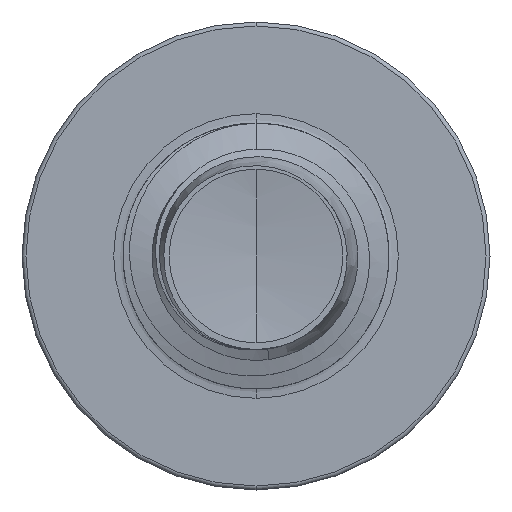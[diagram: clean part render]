
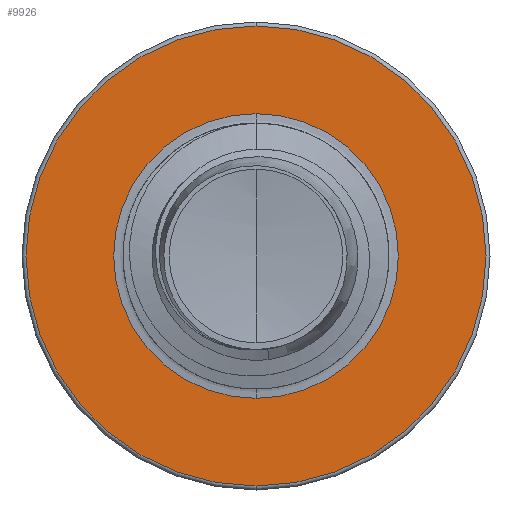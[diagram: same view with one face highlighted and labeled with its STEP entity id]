
A CAD part, front view. The second image highlights one B-rep face of the part: STEP entity #9926.
In plain terms, the highlighted planar face has unit normal (0, -1, 0).
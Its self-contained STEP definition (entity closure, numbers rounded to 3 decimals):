
#142 = EDGE_CURVE ( 'NONE', #1644, #13448, #9015, .T. ) ;
#1642 = DIRECTION ( 'NONE',  ( 0., 0., 1. ) ) ;
#1644 = VERTEX_POINT ( 'NONE', #3467 ) ;
#1746 = ORIENTED_EDGE ( 'NONE', *, *, #14040, .F. ) ;
#2090 = AXIS2_PLACEMENT_3D ( 'NONE', #9497, #8657, #8616 ) ;
#3303 = AXIS2_PLACEMENT_3D ( 'NONE', #14102, #7260, #14878 ) ;
#3405 = FACE_OUTER_BOUND ( 'NONE', #11399, .T. ) ;
#3467 = CARTESIAN_POINT ( 'NONE',  ( 0., 8., -4.325 ) ) ;
#3719 = EDGE_LOOP ( 'NONE', ( #10812, #10016 ) ) ;
#4555 = VERTEX_POINT ( 'NONE', #15961 ) ;
#5183 = CIRCLE ( 'NONE', #7907, 2.677 ) ;
#5418 = CIRCLE ( 'NONE', #3303, 4.325 ) ;
#7260 = DIRECTION ( 'NONE',  ( 0., 1., 0. ) ) ;
#7907 = AXIS2_PLACEMENT_3D ( 'NONE', #16757, #10924, #1642 ) ;
#8616 = DIRECTION ( 'NONE',  ( 0., 0., 1. ) ) ;
#8657 = DIRECTION ( 'NONE',  ( 0., 1., 0. ) ) ;
#8662 = PLANE ( 'NONE',  #2090 ) ;
#9015 = CIRCLE ( 'NONE', #11787, 4.325 ) ;
#9497 = CARTESIAN_POINT ( 'NONE',  ( 0., 8., -2.677 ) ) ;
#9521 = EDGE_CURVE ( 'NONE', #13689, #4555, #11737, .T. ) ;
#9907 = DIRECTION ( 'NONE',  ( 0., 0., 1. ) ) ;
#9926 = ADVANCED_FACE ( 'NONE', ( #3405, #10991 ), #8662, .F. ) ;
#9929 = DIRECTION ( 'NONE',  ( 0., 1., 0. ) ) ;
#9951 = CARTESIAN_POINT ( 'NONE',  ( 0., 8., 0. ) ) ;
#10016 = ORIENTED_EDGE ( 'NONE', *, *, #13364, .T. ) ;
#10488 = ORIENTED_EDGE ( 'NONE', *, *, #142, .F. ) ;
#10812 = ORIENTED_EDGE ( 'NONE', *, *, #9521, .T. ) ;
#10924 = DIRECTION ( 'NONE',  ( 0., 1., 0. ) ) ;
#10991 = FACE_BOUND ( 'NONE', #3719, .T. ) ;
#11399 = EDGE_LOOP ( 'NONE', ( #1746, #10488 ) ) ;
#11737 = CIRCLE ( 'NONE', #13951, 2.677 ) ;
#11787 = AXIS2_PLACEMENT_3D ( 'NONE', #15836, #15840, #15852 ) ;
#12161 = CARTESIAN_POINT ( 'NONE',  ( 0., 8., 4.325 ) ) ;
#13364 = EDGE_CURVE ( 'NONE', #4555, #13689, #5183, .T. ) ;
#13448 = VERTEX_POINT ( 'NONE', #12161 ) ;
#13689 = VERTEX_POINT ( 'NONE', #15777 ) ;
#13951 = AXIS2_PLACEMENT_3D ( 'NONE', #9951, #9929, #9907 ) ;
#14040 = EDGE_CURVE ( 'NONE', #13448, #1644, #5418, .T. ) ;
#14102 = CARTESIAN_POINT ( 'NONE',  ( 0., 8., 0. ) ) ;
#14878 = DIRECTION ( 'NONE',  ( 0., 0., 1. ) ) ;
#15777 = CARTESIAN_POINT ( 'NONE',  ( 0., 8., 2.677 ) ) ;
#15836 = CARTESIAN_POINT ( 'NONE',  ( 0., 8., 0. ) ) ;
#15840 = DIRECTION ( 'NONE',  ( 0., 1., 0. ) ) ;
#15852 = DIRECTION ( 'NONE',  ( 0., 0., 1. ) ) ;
#15961 = CARTESIAN_POINT ( 'NONE',  ( 0., 8., -2.677 ) ) ;
#16757 = CARTESIAN_POINT ( 'NONE',  ( 0., 8., 0. ) ) ;
